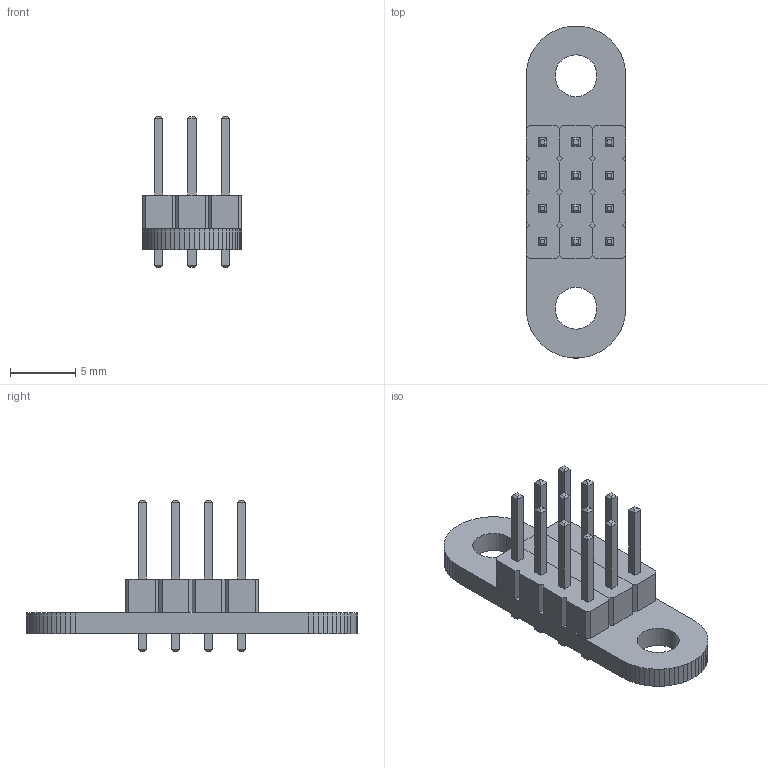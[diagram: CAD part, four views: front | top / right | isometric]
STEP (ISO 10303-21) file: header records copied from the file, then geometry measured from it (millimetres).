
FILE_DESCRIPTION(('KiCad electronic assembly'),'2;1');
FILE_NAME('TestProbeCarrier.step','2023-07-12T20:34:04',('Pcbnew'),( 'Kicad'),'Open CASCADE STEP processor 7.6','KiCad to STEP converter' ,'Unknown');
FILE_SCHEMA(('AUTOMOTIVE_DESIGN { 1 0 10303 214 1 1 1 1 }'));
Length unit declared in the file: millimetre
Products named in the file (4): TestProbeCarrier 1; PinHeader_1x04_P2.54mm_Vertical; SOLID; TestProbeCarrier PCB
Assembly tree (5 placements, depth 3):
  TestProbeCarrier 1
    PinHeader_1x04_P2.54mm_Vertical  x3
      SOLID
    TestProbeCarrier PCB
Bounding box: 7.62 x 25.39 x 11.54 mm (x, y, z)
Volume: 485.1 mm3; surface area: 1118.7 mm2
Topology: 4 solids, 4 shells, 380 faces, 948 edges, 600 vertices
Faces by surface type: plane 366, cylinder 14
Full cylindrical faces by diameter (mm): 1 x12, 3.2 x2
Entity records: 12484 total; most frequent: CARTESIAN_POINT 2074, DIRECTION 1788, LINE 1360, VECTOR 1360, ORIENTED_EDGE 944, PCURVE 944, DEFINITIONAL_REPRESENTATION 944, EDGE_CURVE 472
